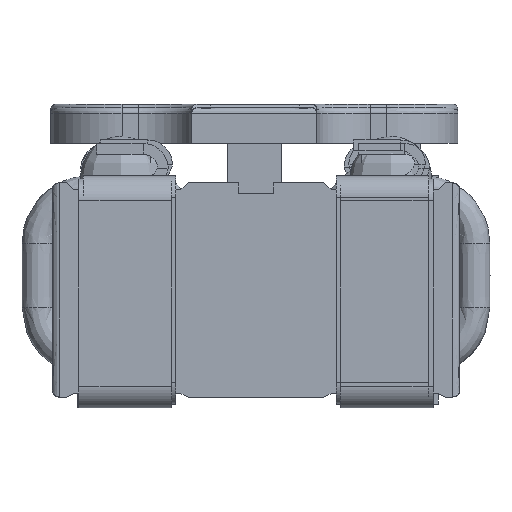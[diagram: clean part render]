
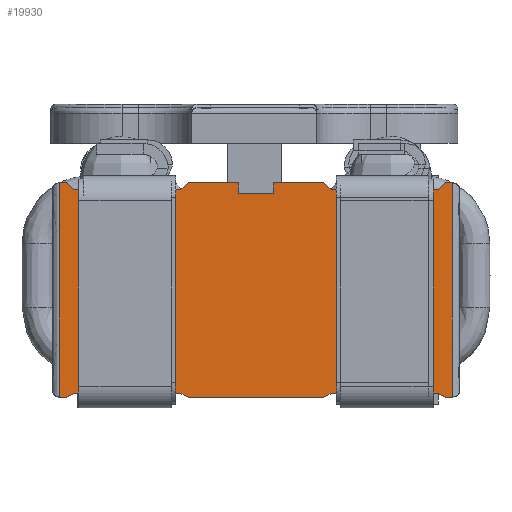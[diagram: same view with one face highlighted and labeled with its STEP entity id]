
A CAD part, front view. The second image highlights one B-rep face of the part: STEP entity #19930.
In plain terms, the highlighted free-form (B-spline) face has degree [1, 1] with [2, 2] control points.
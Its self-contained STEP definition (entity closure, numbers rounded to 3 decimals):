
#19352=CARTESIAN_POINT('',(-2.65,-4.275,-1.5));
#19353=VERTEX_POINT('',#19352);
#19354=CARTESIAN_POINT('',(-2.55,-4.275,-1.45));
#19355=VERTEX_POINT('',#19354);
#19356=CARTESIAN_POINT('',(-2.65,-4.275,-1.5));
#19357=CARTESIAN_POINT('',(-2.55,-4.275,-1.45));
#19358=B_SPLINE_CURVE_WITH_KNOTS('',1,(#19356,#19357),.POLYLINE_FORM.,.F.,.U.,(2,2),(0.,1.),.UNSPECIFIED.);
#19359=EDGE_CURVE('',#19353,#19355,#19358,.T.);
#19388=CARTESIAN_POINT('',(-1.05,-4.275,-1.45));
#19389=VERTEX_POINT('',#19388);
#19390=CARTESIAN_POINT('',(-2.55,-4.275,-1.45));
#19391=CARTESIAN_POINT('',(-1.05,-4.275,-1.45));
#19392=B_SPLINE_CURVE_WITH_KNOTS('',1,(#19390,#19391),.POLYLINE_FORM.,.F.,.U.,(2,2),(0.,1.),.UNSPECIFIED.);
#19393=EDGE_CURVE('',#19355,#19389,#19392,.T.);
#19416=CARTESIAN_POINT('',(-0.95,-4.275,-1.5));
#19417=VERTEX_POINT('',#19416);
#19418=CARTESIAN_POINT('',(-1.05,-4.275,-1.45));
#19419=CARTESIAN_POINT('',(-0.95,-4.275,-1.5));
#19420=B_SPLINE_CURVE_WITH_KNOTS('',1,(#19418,#19419),.POLYLINE_FORM.,.F.,.U.,(2,2),(0.,1.),.UNSPECIFIED.);
#19421=EDGE_CURVE('',#19389,#19417,#19420,.T.);
#19444=CARTESIAN_POINT('',(0.95,-4.275,-1.5));
#19445=VERTEX_POINT('',#19444);
#19446=CARTESIAN_POINT('',(-0.95,-4.275,-1.5));
#19447=CARTESIAN_POINT('',(0.95,-4.275,-1.5));
#19448=B_SPLINE_CURVE_WITH_KNOTS('',1,(#19446,#19447),.POLYLINE_FORM.,.F.,.U.,(2,2),(0.,1.),.UNSPECIFIED.);
#19449=EDGE_CURVE('',#19417,#19445,#19448,.T.);
#19472=CARTESIAN_POINT('',(1.05,-4.275,-1.45));
#19473=VERTEX_POINT('',#19472);
#19474=CARTESIAN_POINT('',(0.95,-4.275,-1.5));
#19475=CARTESIAN_POINT('',(1.05,-4.275,-1.45));
#19476=B_SPLINE_CURVE_WITH_KNOTS('',1,(#19474,#19475),.POLYLINE_FORM.,.F.,.U.,(2,2),(0.,1.),.UNSPECIFIED.);
#19477=EDGE_CURVE('',#19445,#19473,#19476,.T.);
#19500=CARTESIAN_POINT('',(2.55,-4.275,-1.45));
#19501=VERTEX_POINT('',#19500);
#19502=CARTESIAN_POINT('',(1.05,-4.275,-1.45));
#19503=CARTESIAN_POINT('',(2.55,-4.275,-1.45));
#19504=B_SPLINE_CURVE_WITH_KNOTS('',1,(#19502,#19503),.POLYLINE_FORM.,.F.,.U.,(2,2),(0.,1.),.UNSPECIFIED.);
#19505=EDGE_CURVE('',#19473,#19501,#19504,.T.);
#19528=CARTESIAN_POINT('',(2.65,-4.275,-1.5));
#19529=VERTEX_POINT('',#19528);
#19530=CARTESIAN_POINT('',(2.55,-4.275,-1.45));
#19531=CARTESIAN_POINT('',(2.65,-4.275,-1.5));
#19532=B_SPLINE_CURVE_WITH_KNOTS('',1,(#19530,#19531),.POLYLINE_FORM.,.F.,.U.,(2,2),(0.,1.),.UNSPECIFIED.);
#19533=EDGE_CURVE('',#19501,#19529,#19532,.T.);
#19556=CARTESIAN_POINT('',(2.65,-4.275,1.5));
#19557=VERTEX_POINT('',#19556);
#19558=CARTESIAN_POINT('',(2.55,-4.275,1.4));
#19559=VERTEX_POINT('',#19558);
#19560=CARTESIAN_POINT('',(2.65,-4.275,1.5));
#19561=CARTESIAN_POINT('',(2.55,-4.275,1.4));
#19562=B_SPLINE_CURVE_WITH_KNOTS('',1,(#19560,#19561),.POLYLINE_FORM.,.F.,.U.,(2,2),(0.,1.),.UNSPECIFIED.);
#19563=EDGE_CURVE('',#19557,#19559,#19562,.T.);
#19592=CARTESIAN_POINT('',(1.05,-4.275,1.4));
#19593=VERTEX_POINT('',#19592);
#19594=CARTESIAN_POINT('',(2.55,-4.275,1.4));
#19595=CARTESIAN_POINT('',(1.05,-4.275,1.4));
#19596=B_SPLINE_CURVE_WITH_KNOTS('',1,(#19594,#19595),.POLYLINE_FORM.,.F.,.U.,(2,2),(0.,1.),.UNSPECIFIED.);
#19597=EDGE_CURVE('',#19559,#19593,#19596,.T.);
#19620=CARTESIAN_POINT('',(0.95,-4.275,1.5));
#19621=VERTEX_POINT('',#19620);
#19622=CARTESIAN_POINT('',(1.05,-4.275,1.4));
#19623=CARTESIAN_POINT('',(0.95,-4.275,1.5));
#19624=B_SPLINE_CURVE_WITH_KNOTS('',1,(#19622,#19623),.POLYLINE_FORM.,.F.,.U.,(2,2),(0.,1.),.UNSPECIFIED.);
#19625=EDGE_CURVE('',#19593,#19621,#19624,.T.);
#19648=CARTESIAN_POINT('',(0.25,-4.275,1.5));
#19649=VERTEX_POINT('',#19648);
#19650=CARTESIAN_POINT('',(0.95,-4.275,1.5));
#19651=CARTESIAN_POINT('',(0.25,-4.275,1.5));
#19652=B_SPLINE_CURVE_WITH_KNOTS('',1,(#19650,#19651),.POLYLINE_FORM.,.F.,.U.,(2,2),(0.,1.),.UNSPECIFIED.);
#19653=EDGE_CURVE('',#19621,#19649,#19652,.T.);
#19676=CARTESIAN_POINT('',(0.25,-4.275,1.35));
#19677=VERTEX_POINT('',#19676);
#19678=CARTESIAN_POINT('',(0.25,-4.275,1.5));
#19679=CARTESIAN_POINT('',(0.25,-4.275,1.35));
#19680=B_SPLINE_CURVE_WITH_KNOTS('',1,(#19678,#19679),.POLYLINE_FORM.,.F.,.U.,(2,2),(0.,1.),.UNSPECIFIED.);
#19681=EDGE_CURVE('',#19649,#19677,#19680,.T.);
#19704=CARTESIAN_POINT('',(-0.25,-4.275,1.35));
#19705=VERTEX_POINT('',#19704);
#19706=CARTESIAN_POINT('',(0.25,-4.275,1.35));
#19707=CARTESIAN_POINT('',(-0.25,-4.275,1.35));
#19708=B_SPLINE_CURVE_WITH_KNOTS('',1,(#19706,#19707),.POLYLINE_FORM.,.F.,.U.,(2,2),(0.,1.),.UNSPECIFIED.);
#19709=EDGE_CURVE('',#19677,#19705,#19708,.T.);
#19732=CARTESIAN_POINT('',(-0.25,-4.275,1.5));
#19733=VERTEX_POINT('',#19732);
#19734=CARTESIAN_POINT('',(-0.25,-4.275,1.35));
#19735=CARTESIAN_POINT('',(-0.25,-4.275,1.5));
#19736=B_SPLINE_CURVE_WITH_KNOTS('',1,(#19734,#19735),.POLYLINE_FORM.,.F.,.U.,(2,2),(0.,1.),.UNSPECIFIED.);
#19737=EDGE_CURVE('',#19705,#19733,#19736,.T.);
#19760=CARTESIAN_POINT('',(-0.95,-4.275,1.5));
#19761=VERTEX_POINT('',#19760);
#19762=CARTESIAN_POINT('',(-0.25,-4.275,1.5));
#19763=CARTESIAN_POINT('',(-0.95,-4.275,1.5));
#19764=B_SPLINE_CURVE_WITH_KNOTS('',1,(#19762,#19763),.POLYLINE_FORM.,.F.,.U.,(2,2),(0.,1.),.UNSPECIFIED.);
#19765=EDGE_CURVE('',#19733,#19761,#19764,.T.);
#19788=CARTESIAN_POINT('',(-1.05,-4.275,1.4));
#19789=VERTEX_POINT('',#19788);
#19790=CARTESIAN_POINT('',(-0.95,-4.275,1.5));
#19791=CARTESIAN_POINT('',(-1.05,-4.275,1.4));
#19792=B_SPLINE_CURVE_WITH_KNOTS('',1,(#19790,#19791),.POLYLINE_FORM.,.F.,.U.,(2,2),(0.,1.),.UNSPECIFIED.);
#19793=EDGE_CURVE('',#19761,#19789,#19792,.T.);
#19816=CARTESIAN_POINT('',(-2.55,-4.275,1.4));
#19817=VERTEX_POINT('',#19816);
#19818=CARTESIAN_POINT('',(-1.05,-4.275,1.4));
#19819=CARTESIAN_POINT('',(-2.55,-4.275,1.4));
#19820=B_SPLINE_CURVE_WITH_KNOTS('',1,(#19818,#19819),.POLYLINE_FORM.,.F.,.U.,(2,2),(0.,1.),.UNSPECIFIED.);
#19821=EDGE_CURVE('',#19789,#19817,#19820,.T.);
#19844=CARTESIAN_POINT('',(-2.65,-4.275,1.5));
#19845=VERTEX_POINT('',#19844);
#19846=CARTESIAN_POINT('',(-2.55,-4.275,1.4));
#19847=CARTESIAN_POINT('',(-2.65,-4.275,1.5));
#19848=B_SPLINE_CURVE_WITH_KNOTS('',1,(#19846,#19847),.POLYLINE_FORM.,.F.,.U.,(2,2),(0.,1.),.UNSPECIFIED.);
#19849=EDGE_CURVE('',#19817,#19845,#19848,.T.);
#19867=CARTESIAN_POINT('',(-3.135,-4.275,-1.785));
#19868=CARTESIAN_POINT('',(-3.135,-4.275,4.485));
#19869=CARTESIAN_POINT('',(3.135,-4.275,-1.785));
#19870=CARTESIAN_POINT('',(3.135,-4.275,4.485));
#19871=B_SPLINE_SURFACE_WITH_KNOTS('',1,1,((#19867,#19868),(#19869,#19870)),.PLANE_SURF.,.F.,.F.,.U.,(2,2),(2,2),(0.,1.),(0.,1.),.UNSPECIFIED.);
#19872=CARTESIAN_POINT('',(-2.75,-4.275,1.5));
#19873=VERTEX_POINT('',#19872);
#19874=CARTESIAN_POINT('',(-2.75,-4.275,-1.5));
#19875=VERTEX_POINT('',#19874);
#19876=CARTESIAN_POINT('',(-2.75,-4.275,1.5));
#19877=CARTESIAN_POINT('',(-2.75,-4.275,-1.5));
#19878=B_SPLINE_CURVE_WITH_KNOTS('',1,(#19876,#19877),.POLYLINE_FORM.,.F.,.U.,(2,2),(0.,1.),.UNSPECIFIED.);
#19879=EDGE_CURVE('',#19873,#19875,#19878,.T.);
#19880=ORIENTED_EDGE('',*,*,#19879,.T.);
#19881=CARTESIAN_POINT('',(-2.75,-4.275,-1.5));
#19882=CARTESIAN_POINT('',(-2.65,-4.275,-1.5));
#19883=B_SPLINE_CURVE_WITH_KNOTS('',1,(#19881,#19882),.POLYLINE_FORM.,.F.,.U.,(2,2),(0.5,1.),.UNSPECIFIED.);
#19884=EDGE_CURVE('',#19875,#19353,#19883,.T.);
#19885=ORIENTED_EDGE('',*,*,#19884,.T.);
#19886=ORIENTED_EDGE('',*,*,#19359,.T.);
#19887=ORIENTED_EDGE('',*,*,#19393,.T.);
#19888=ORIENTED_EDGE('',*,*,#19421,.T.);
#19889=ORIENTED_EDGE('',*,*,#19449,.T.);
#19890=ORIENTED_EDGE('',*,*,#19477,.T.);
#19891=ORIENTED_EDGE('',*,*,#19505,.T.);
#19892=ORIENTED_EDGE('',*,*,#19533,.T.);
#19893=CARTESIAN_POINT('',(2.75,-4.275,-1.5));
#19894=VERTEX_POINT('',#19893);
#19895=CARTESIAN_POINT('',(2.65,-4.275,-1.5));
#19896=CARTESIAN_POINT('',(2.75,-4.275,-1.5));
#19897=B_SPLINE_CURVE_WITH_KNOTS('',1,(#19895,#19896),.POLYLINE_FORM.,.F.,.U.,(2,2),(0.,0.5),.UNSPECIFIED.);
#19898=EDGE_CURVE('',#19529,#19894,#19897,.T.);
#19899=ORIENTED_EDGE('',*,*,#19898,.T.);
#19900=CARTESIAN_POINT('',(2.75,-4.275,1.5));
#19901=VERTEX_POINT('',#19900);
#19902=CARTESIAN_POINT('',(2.75,-4.275,-1.5));
#19903=CARTESIAN_POINT('',(2.75,-4.275,1.5));
#19904=B_SPLINE_CURVE_WITH_KNOTS('',1,(#19902,#19903),.POLYLINE_FORM.,.F.,.U.,(2,2),(0.,1.),.UNSPECIFIED.);
#19905=EDGE_CURVE('',#19894,#19901,#19904,.T.);
#19906=ORIENTED_EDGE('',*,*,#19905,.T.);
#19907=CARTESIAN_POINT('',(2.75,-4.275,1.5));
#19908=CARTESIAN_POINT('',(2.65,-4.275,1.5));
#19909=B_SPLINE_CURVE_WITH_KNOTS('',1,(#19907,#19908),.POLYLINE_FORM.,.F.,.U.,(2,2),(0.5,1.),.UNSPECIFIED.);
#19910=EDGE_CURVE('',#19901,#19557,#19909,.T.);
#19911=ORIENTED_EDGE('',*,*,#19910,.T.);
#19912=ORIENTED_EDGE('',*,*,#19563,.T.);
#19913=ORIENTED_EDGE('',*,*,#19597,.T.);
#19914=ORIENTED_EDGE('',*,*,#19625,.T.);
#19915=ORIENTED_EDGE('',*,*,#19653,.T.);
#19916=ORIENTED_EDGE('',*,*,#19681,.T.);
#19917=ORIENTED_EDGE('',*,*,#19709,.T.);
#19918=ORIENTED_EDGE('',*,*,#19737,.T.);
#19919=ORIENTED_EDGE('',*,*,#19765,.T.);
#19920=ORIENTED_EDGE('',*,*,#19793,.T.);
#19921=ORIENTED_EDGE('',*,*,#19821,.T.);
#19922=ORIENTED_EDGE('',*,*,#19849,.T.);
#19923=CARTESIAN_POINT('',(-2.65,-4.275,1.5));
#19924=CARTESIAN_POINT('',(-2.75,-4.275,1.5));
#19925=B_SPLINE_CURVE_WITH_KNOTS('',1,(#19923,#19924),.POLYLINE_FORM.,.F.,.U.,(2,2),(0.,0.5),.UNSPECIFIED.);
#19926=EDGE_CURVE('',#19845,#19873,#19925,.T.);
#19927=ORIENTED_EDGE('',*,*,#19926,.T.);
#19928=EDGE_LOOP('',(#19880,#19885,#19886,#19887,#19888,#19889,#19890,#19891,#19892,#19899,#19906,#19911,#19912,#19913,#19914,#19915,#19916,#19917,#19918,#19919,#19920,#19921,#19922,#19927));
#19929=FACE_OUTER_BOUND('',#19928,.T.);
#19930=ADVANCED_FACE('',(#19929),#19871,.T.);
